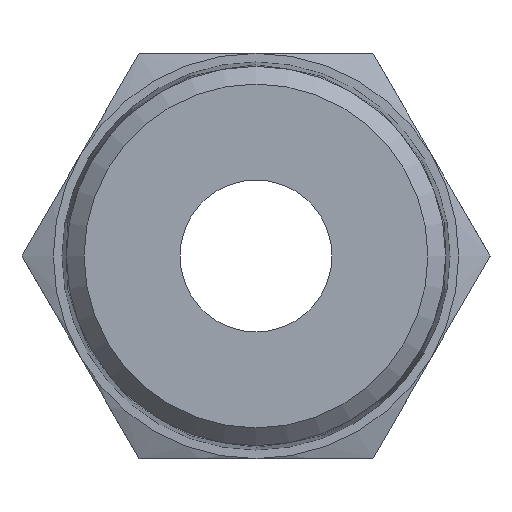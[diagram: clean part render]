
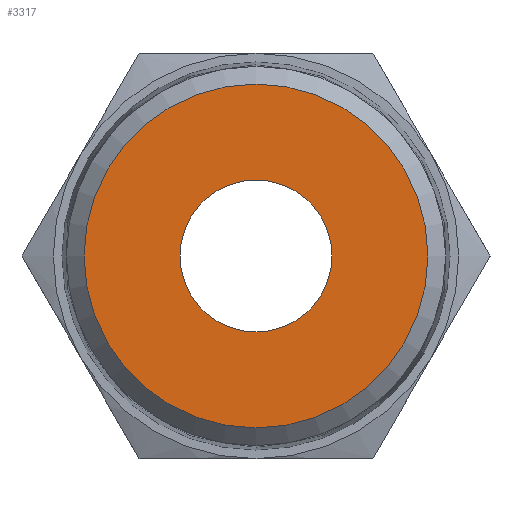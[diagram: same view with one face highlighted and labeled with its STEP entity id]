
A CAD part, left-side view. The second image highlights one B-rep face of the part: STEP entity #3317.
In plain terms, the highlighted planar face has unit normal (-1, 0, 0).
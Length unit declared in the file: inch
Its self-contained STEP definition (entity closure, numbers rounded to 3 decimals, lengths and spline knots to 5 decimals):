
#3146=CARTESIAN_POINT('',(-1.0,-0.375,0.));
#3147=VERTEX_POINT('',#3146);
#3148=CARTESIAN_POINT('',(-1.,0.,0.));
#3149=DIRECTION('',(1.0,0.0,0.0));
#3150=DIRECTION('',(0.0,-1.0,0.0));
#3151=AXIS2_PLACEMENT_3D('',#3148,#3149,#3150);
#3152=CIRCLE('',#3151,0.375);
#3153=EDGE_CURVE('',#3147,#3147,#3152,.T.);
#3271=CARTESIAN_POINT('',(-1.0,0.,0.84828));
#3272=VERTEX_POINT('',#3271);
#3273=CARTESIAN_POINT('',(-1.0,0.,0.));
#3274=DIRECTION('',(1.0,0.0,0.0));
#3275=DIRECTION('',(0.0,0.0,-1.0));
#3276=AXIS2_PLACEMENT_3D('',#3273,#3274,#3275);
#3277=CIRCLE('',#3276,0.84828);
#3278=EDGE_CURVE('',#3272,#3272,#3277,.T.);
#3306=CARTESIAN_POINT('',(-1.0,0.,0.));
#3307=DIRECTION('',(1.0,0.0,0.0));
#3308=DIRECTION('',(0.0,0.0,-1.0));
#3309=AXIS2_PLACEMENT_3D('',#3306,#3307,#3308);
#3310=PLANE('',#3309);
#3311=ORIENTED_EDGE('',*,*,#3278,.F.);
#3312=EDGE_LOOP('',(#3311));
#3313=FACE_OUTER_BOUND('',#3312,.T.);
#3314=ORIENTED_EDGE('',*,*,#3153,.T.);
#3315=EDGE_LOOP('',(#3314));
#3316=FACE_BOUND('',#3315,.T.);
#3317=ADVANCED_FACE('',(#3313,#3316),#3310,.F.);
